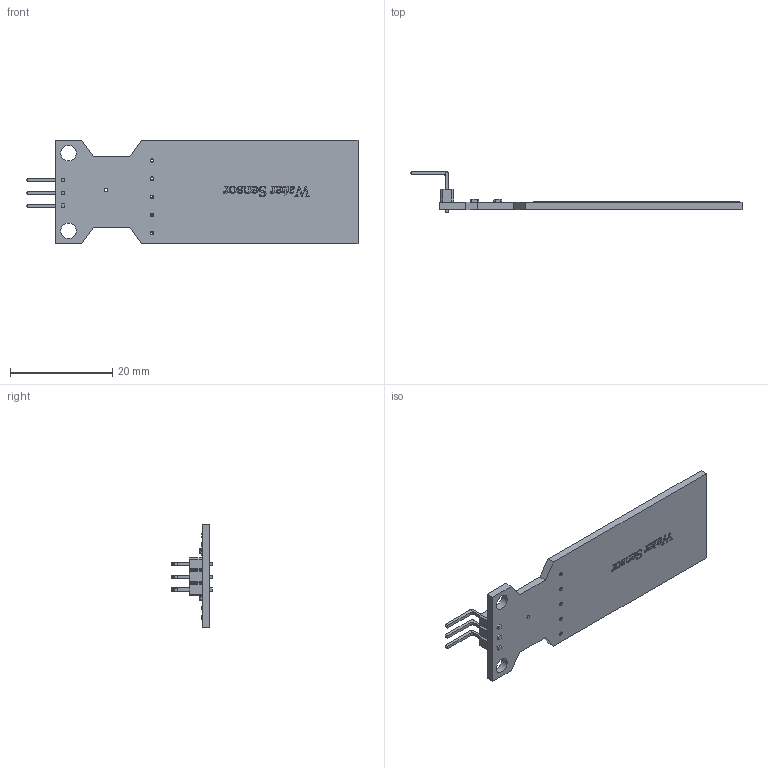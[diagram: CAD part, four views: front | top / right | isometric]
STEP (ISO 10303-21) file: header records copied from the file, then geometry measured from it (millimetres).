
FILE_DESCRIPTION(/* description */ (''),/* implementation_level */ '2;1');
FILE_NAME(/* name */ 'Water level sensor v2.step',/* time_stamp */ '2022-11-25T10:34:46Z',/* author */ (''),/* organization */ (''),/* preprocessor_version */ 'ST-DEVELOPER v19.2',/* originating_system */ 'Autodesk Translation Framework v11.17.0.187',/* authorisation */ '');
FILE_SCHEMA (('AUTOMOTIVE_DESIGN { 1 0 10303 214 3 1 1 }'));
Products named in the file (1): Water level sensor
Bounding box: 65.03 x 8 x 20.2 mm (x, y, z)
Volume: 1776.1 mm3; surface area: 3459.2 mm2
Topology: 31 solids, 31 shells, 1625 faces, 4414 edges, 2916 vertices
Faces by surface type: bspline 766, plane 760, cylinder 78, sphere 21
Full cylindrical faces by diameter (mm): 0.5 x10, 0.7 x5, 3.02 x2
Entity records: 57983 total; most frequent: CARTESIAN_POINT 21981, ORIENTED_EDGE 8828, DIRECTION 4756, EDGE_CURVE 4414, VERTEX_POINT 2916, LINE 2726, VECTOR 2726, EDGE_LOOP 1722
